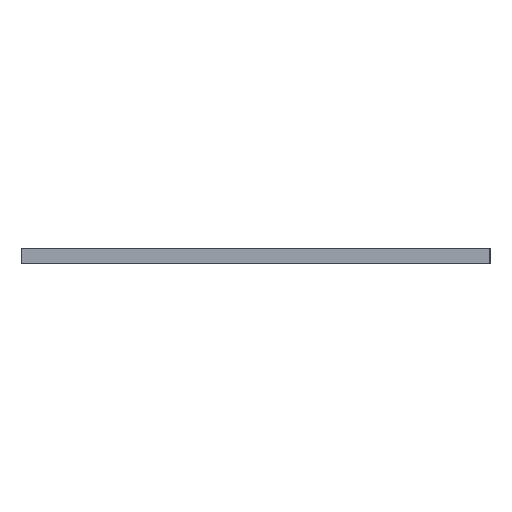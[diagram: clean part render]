
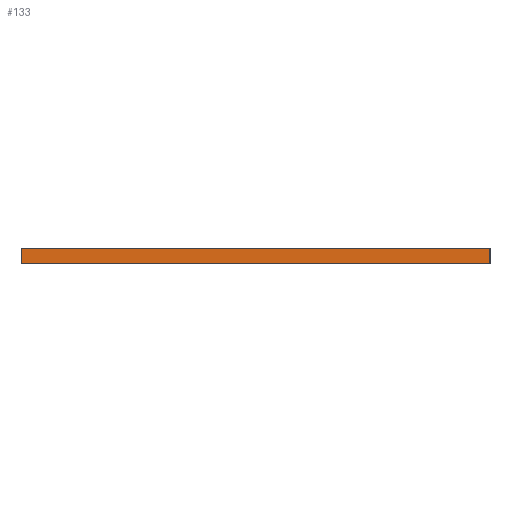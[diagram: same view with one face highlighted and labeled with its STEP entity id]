
A CAD part, left-side view. The second image highlights one B-rep face of the part: STEP entity #133.
In plain terms, the highlighted planar face has unit normal (-1, 0, 0).
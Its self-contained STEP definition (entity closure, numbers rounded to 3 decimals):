
#97 = EDGE_CURVE('',#98,#100,#102,.T.);
#98 = VERTEX_POINT('',#99);
#99 = CARTESIAN_POINT('',(82.165,-13.97,0.));
#100 = VERTEX_POINT('',#101);
#101 = CARTESIAN_POINT('',(82.165,-13.97,-1.6));
#102 = LINE('',#103,#104);
#103 = CARTESIAN_POINT('',(82.165,-13.97,0.));
#104 = VECTOR('',#105,1.);
#105 = DIRECTION('',(0.,0.,-1.));
#133 = ADVANCED_FACE('',(#134),#159,.F.);
#134 = FACE_BOUND('',#135,.F.);
#135 = EDGE_LOOP('',(#136,#146,#152,#153));
#136 = ORIENTED_EDGE('',*,*,#137,.T.);
#137 = EDGE_CURVE('',#138,#140,#142,.T.);
#138 = VERTEX_POINT('',#139);
#139 = CARTESIAN_POINT('',(82.165,-62.23,0.));
#140 = VERTEX_POINT('',#141);
#141 = CARTESIAN_POINT('',(82.165,-62.23,-1.6));
#142 = LINE('',#143,#144);
#143 = CARTESIAN_POINT('',(82.165,-62.23,0.));
#144 = VECTOR('',#145,1.);
#145 = DIRECTION('',(0.,0.,-1.));
#146 = ORIENTED_EDGE('',*,*,#147,.T.);
#147 = EDGE_CURVE('',#140,#100,#148,.T.);
#148 = LINE('',#149,#150);
#149 = CARTESIAN_POINT('',(82.165,-62.23,-1.6));
#150 = VECTOR('',#151,1.);
#151 = DIRECTION('',(0.,1.,0.));
#152 = ORIENTED_EDGE('',*,*,#97,.F.);
#153 = ORIENTED_EDGE('',*,*,#154,.F.);
#154 = EDGE_CURVE('',#138,#98,#155,.T.);
#155 = LINE('',#156,#157);
#156 = CARTESIAN_POINT('',(82.165,-62.23,0.));
#157 = VECTOR('',#158,1.);
#158 = DIRECTION('',(0.,1.,0.));
#159 = PLANE('',#160);
#160 = AXIS2_PLACEMENT_3D('',#161,#162,#163);
#161 = CARTESIAN_POINT('',(82.165,-62.23,0.));
#162 = DIRECTION('',(1.,-0.,0.));
#163 = DIRECTION('',(0.,1.,0.));
